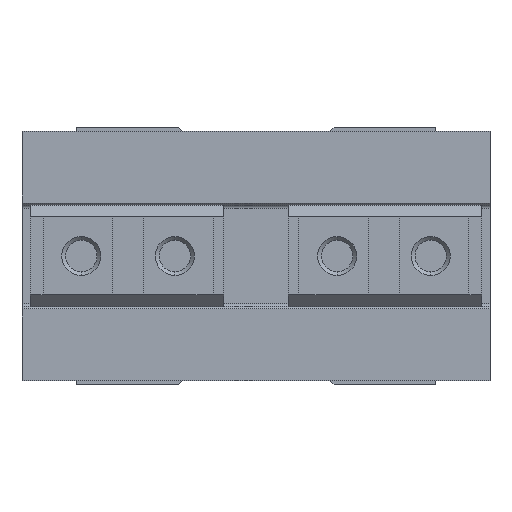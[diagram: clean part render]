
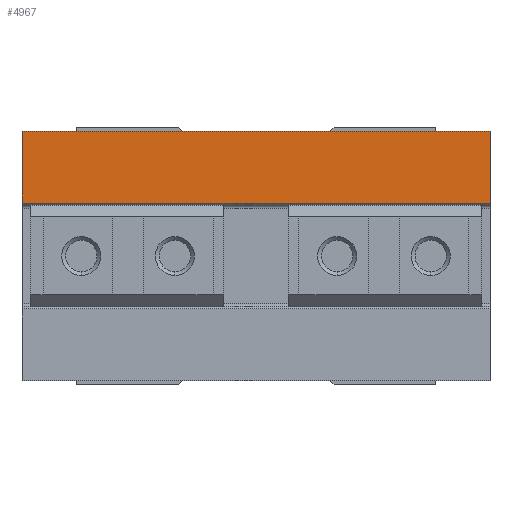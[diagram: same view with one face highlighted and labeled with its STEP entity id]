
A CAD part, left-side view. The second image highlights one B-rep face of the part: STEP entity #4967.
In plain terms, the highlighted planar face has unit normal (-1, 0, 0).
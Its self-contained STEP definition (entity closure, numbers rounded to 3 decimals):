
#470 = VECTOR ( 'NONE', #3625, 1000. ) ;
#472 = CARTESIAN_POINT ( 'NONE',  ( -43.5, 15., 8. ) ) ;
#826 = AXIS2_PLACEMENT_3D ( 'NONE', #6536, #3241, #7102 ) ;
#1442 = LINE ( 'NONE', #3059, #6604 ) ;
#1592 = LINE ( 'NONE', #5271, #470 ) ;
#1618 = CARTESIAN_POINT ( 'NONE',  ( -43.5, -15., 3.391 ) ) ;
#2060 = EDGE_CURVE ( 'NONE', #4666, #5446, #1442, .T. ) ;
#2146 = EDGE_CURVE ( 'NONE', #4666, #3710, #4802, .T. ) ;
#2394 = EDGE_LOOP ( 'NONE', ( #5796, #4295, #2400, #2790 ) ) ;
#2400 = ORIENTED_EDGE ( 'NONE', *, *, #3767, .F. ) ;
#2790 = ORIENTED_EDGE ( 'NONE', *, *, #2146, .F. ) ;
#3059 = CARTESIAN_POINT ( 'NONE',  ( -43.5, 15., 3.391 ) ) ;
#3129 = DIRECTION ( 'NONE',  ( 0., 0., 1. ) ) ;
#3219 = VERTEX_POINT ( 'NONE', #6475 ) ;
#3241 = DIRECTION ( 'NONE',  ( 1., 0., 0. ) ) ;
#3315 = VECTOR ( 'NONE', #4887, 1000. ) ;
#3332 = VECTOR ( 'NONE', #3129, 1000. ) ;
#3414 = CARTESIAN_POINT ( 'NONE',  ( -43.5, 15., 3.391 ) ) ;
#3597 = DIRECTION ( 'NONE',  ( 0., -1., 0. ) ) ;
#3625 = DIRECTION ( 'NONE',  ( 0., 0., -1. ) ) ;
#3710 = VERTEX_POINT ( 'NONE', #4291 ) ;
#3767 = EDGE_CURVE ( 'NONE', #3710, #3219, #6591, .T. ) ;
#4077 = FACE_OUTER_BOUND ( 'NONE', #2394, .T. ) ;
#4291 = CARTESIAN_POINT ( 'NONE',  ( -43.5, 15., 8. ) ) ;
#4295 = ORIENTED_EDGE ( 'NONE', *, *, #5794, .F. ) ;
#4666 = VERTEX_POINT ( 'NONE', #3414 ) ;
#4802 = LINE ( 'NONE', #6962, #3332 ) ;
#4887 = DIRECTION ( 'NONE',  ( 0., -1., 0. ) ) ;
#4967 = ADVANCED_FACE ( 'NONE', ( #4077 ), #7077, .F. ) ;
#5271 = CARTESIAN_POINT ( 'NONE',  ( -43.5, -15., 8. ) ) ;
#5446 = VERTEX_POINT ( 'NONE', #1618 ) ;
#5794 = EDGE_CURVE ( 'NONE', #3219, #5446, #1592, .T. ) ;
#5796 = ORIENTED_EDGE ( 'NONE', *, *, #2060, .T. ) ;
#6475 = CARTESIAN_POINT ( 'NONE',  ( -43.5, -15., 8. ) ) ;
#6536 = CARTESIAN_POINT ( 'NONE',  ( -43.5, 0., 0. ) ) ;
#6591 = LINE ( 'NONE', #472, #3315 ) ;
#6604 = VECTOR ( 'NONE', #3597, 1000. ) ;
#6962 = CARTESIAN_POINT ( 'NONE',  ( -43.5, 15., -8. ) ) ;
#7077 = PLANE ( 'NONE',  #826 ) ;
#7102 = DIRECTION ( 'NONE',  ( 0., 0., -1. ) ) ;
